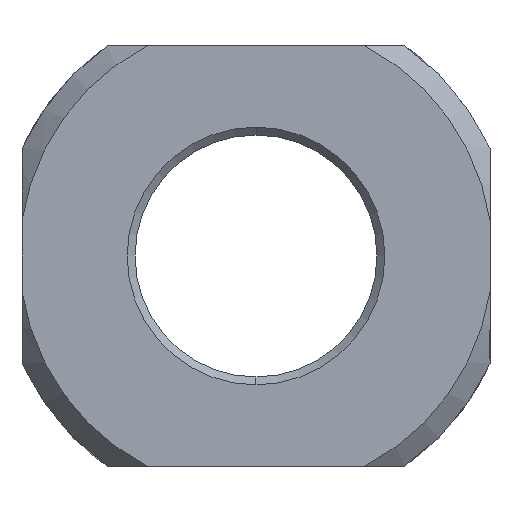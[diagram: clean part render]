
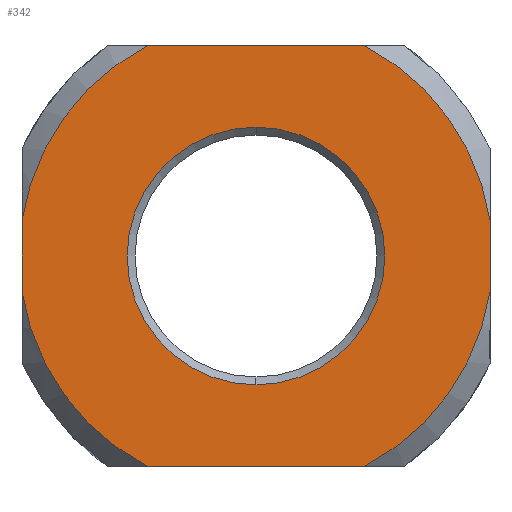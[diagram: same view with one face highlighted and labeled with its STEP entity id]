
A CAD part, left-side view. The second image highlights one B-rep face of the part: STEP entity #342.
In plain terms, the highlighted planar face has unit normal (-1, 0, 0).
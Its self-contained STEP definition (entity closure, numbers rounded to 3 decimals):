
#10 = CARTESIAN_POINT ( 'NONE',  ( -4., -44.5, 6.69 ) ) ;
#12 = CARTESIAN_POINT ( 'NONE',  ( -4., 20.616, 40. ) ) ;
#24 = AXIS2_PLACEMENT_3D ( 'NONE', #300, #1207, #61 ) ;
#29 = DIRECTION ( 'NONE',  ( 0., 0., 1. ) ) ;
#45 = VERTEX_POINT ( 'NONE', #1226 ) ;
#46 = CARTESIAN_POINT ( 'NONE',  ( -4., 44.5, -6.69 ) ) ;
#61 = DIRECTION ( 'NONE',  ( 0., 0., -1. ) ) ;
#69 = CIRCLE ( 'NONE', #390, 24.5 ) ;
#92 = ORIENTED_EDGE ( 'NONE', *, *, #806, .F. ) ;
#94 = CIRCLE ( 'NONE', #1302, 45. ) ;
#98 = LINE ( 'NONE', #442, #974 ) ;
#108 = VERTEX_POINT ( 'NONE', #688 ) ;
#153 = EDGE_CURVE ( 'NONE', #228, #1073, #69, .T. ) ;
#155 = ORIENTED_EDGE ( 'NONE', *, *, #276, .T. ) ;
#172 = CARTESIAN_POINT ( 'NONE',  ( -4., -20.616, -40. ) ) ;
#200 = CARTESIAN_POINT ( 'NONE',  ( -4., -44.5, 59.553 ) ) ;
#204 = CARTESIAN_POINT ( 'NONE',  ( -4., -45.806, -40. ) ) ;
#228 = VERTEX_POINT ( 'NONE', #627 ) ;
#231 = DIRECTION ( 'NONE',  ( 0., 0., -1. ) ) ;
#275 = VERTEX_POINT ( 'NONE', #750 ) ;
#276 = EDGE_CURVE ( 'NONE', #747, #108, #502, .T. ) ;
#300 = CARTESIAN_POINT ( 'NONE',  ( -4., 0., 0. ) ) ;
#310 = VERTEX_POINT ( 'NONE', #12 ) ;
#340 = CARTESIAN_POINT ( 'NONE',  ( -4., 24.5, 0. ) ) ;
#342 = ADVANCED_FACE ( 'NONE', ( #1441, #455 ), #873, .F. ) ;
#359 = LINE ( 'NONE', #204, #875 ) ;
#378 = CARTESIAN_POINT ( 'NONE',  ( -4., 0., 0. ) ) ;
#390 = AXIS2_PLACEMENT_3D ( 'NONE', #378, #1386, #29 ) ;
#404 = VERTEX_POINT ( 'NONE', #46 ) ;
#416 = CIRCLE ( 'NONE', #1371, 45. ) ;
#429 = DIRECTION ( 'NONE',  ( -1., 0., 0. ) ) ;
#434 = CARTESIAN_POINT ( 'NONE',  ( -4., 44.5, 0. ) ) ;
#442 = CARTESIAN_POINT ( 'NONE',  ( -4., 71.097, 40. ) ) ;
#455 = FACE_BOUND ( 'NONE', #1239, .T. ) ;
#467 = EDGE_CURVE ( 'NONE', #404, #275, #760, .T. ) ;
#482 = DIRECTION ( 'NONE',  ( 0., 0., -1. ) ) ;
#502 = CIRCLE ( 'NONE', #24, 45. ) ;
#509 = DIRECTION ( 'NONE',  ( 0., 0., -1. ) ) ;
#579 = DIRECTION ( 'NONE',  ( -1., 0., 0. ) ) ;
#587 = VECTOR ( 'NONE', #1312, 1000. ) ;
#608 = AXIS2_PLACEMENT_3D ( 'NONE', #340, #1127, #1230 ) ;
#612 = CIRCLE ( 'NONE', #1165, 24.5 ) ;
#625 = DIRECTION ( 'NONE',  ( -1., 0., 0. ) ) ;
#627 = CARTESIAN_POINT ( 'NONE',  ( -4., 0., -24.5 ) ) ;
#630 = DIRECTION ( 'NONE',  ( 0., 1., 0. ) ) ;
#646 = EDGE_CURVE ( 'NONE', #707, #45, #416, .T. ) ;
#684 = CARTESIAN_POINT ( 'NONE',  ( -4., 0., 0. ) ) ;
#688 = CARTESIAN_POINT ( 'NONE',  ( -4., -20.616, 40. ) ) ;
#690 = EDGE_CURVE ( 'NONE', #747, #45, #1196, .T. ) ;
#707 = VERTEX_POINT ( 'NONE', #172 ) ;
#732 = VECTOR ( 'NONE', #1182, 1000. ) ;
#739 = CARTESIAN_POINT ( 'NONE',  ( -4., 0., 24.5 ) ) ;
#747 = VERTEX_POINT ( 'NONE', #10 ) ;
#750 = CARTESIAN_POINT ( 'NONE',  ( -4., 20.616, -40. ) ) ;
#760 = CIRCLE ( 'NONE', #824, 45. ) ;
#806 = EDGE_CURVE ( 'NONE', #310, #108, #98, .T. ) ;
#808 = CARTESIAN_POINT ( 'NONE',  ( -4., 44.5, 6.69 ) ) ;
#824 = AXIS2_PLACEMENT_3D ( 'NONE', #1255, #1049, #482 ) ;
#845 = EDGE_CURVE ( 'NONE', #310, #1335, #94, .T. ) ;
#873 = PLANE ( 'NONE',  #608 ) ;
#875 = VECTOR ( 'NONE', #630, 1000. ) ;
#896 = LINE ( 'NONE', #434, #587 ) ;
#902 = EDGE_LOOP ( 'NONE', ( #1052, #990, #1290, #1037, #1005, #1400, #155, #92 ) ) ;
#912 = EDGE_CURVE ( 'NONE', #1073, #228, #612, .T. ) ;
#916 = DIRECTION ( 'NONE',  ( 0., 0., 1. ) ) ;
#937 = ORIENTED_EDGE ( 'NONE', *, *, #912, .F. ) ;
#974 = VECTOR ( 'NONE', #1010, 1000. ) ;
#990 = ORIENTED_EDGE ( 'NONE', *, *, #1114, .T. ) ;
#1005 = ORIENTED_EDGE ( 'NONE', *, *, #646, .T. ) ;
#1007 = ORIENTED_EDGE ( 'NONE', *, *, #153, .F. ) ;
#1010 = DIRECTION ( 'NONE',  ( 0., -1., 0. ) ) ;
#1037 = ORIENTED_EDGE ( 'NONE', *, *, #1192, .F. ) ;
#1049 = DIRECTION ( 'NONE',  ( -1., 0., 0. ) ) ;
#1052 = ORIENTED_EDGE ( 'NONE', *, *, #845, .T. ) ;
#1069 = CARTESIAN_POINT ( 'NONE',  ( -4., 0., 0. ) ) ;
#1073 = VERTEX_POINT ( 'NONE', #739 ) ;
#1114 = EDGE_CURVE ( 'NONE', #1335, #404, #896, .T. ) ;
#1127 = DIRECTION ( 'NONE',  ( 1., 0., 0. ) ) ;
#1165 = AXIS2_PLACEMENT_3D ( 'NONE', #684, #579, #916 ) ;
#1182 = DIRECTION ( 'NONE',  ( 0., 0., -1. ) ) ;
#1192 = EDGE_CURVE ( 'NONE', #707, #275, #359, .T. ) ;
#1196 = LINE ( 'NONE', #200, #732 ) ;
#1207 = DIRECTION ( 'NONE',  ( -1., 0., 0. ) ) ;
#1226 = CARTESIAN_POINT ( 'NONE',  ( -4., -44.5, -6.69 ) ) ;
#1230 = DIRECTION ( 'NONE',  ( 0., 0., -1. ) ) ;
#1239 = EDGE_LOOP ( 'NONE', ( #937, #1007 ) ) ;
#1255 = CARTESIAN_POINT ( 'NONE',  ( -4., 0., 0. ) ) ;
#1290 = ORIENTED_EDGE ( 'NONE', *, *, #467, .T. ) ;
#1302 = AXIS2_PLACEMENT_3D ( 'NONE', #1430, #429, #231 ) ;
#1312 = DIRECTION ( 'NONE',  ( 0., 0., -1. ) ) ;
#1335 = VERTEX_POINT ( 'NONE', #808 ) ;
#1371 = AXIS2_PLACEMENT_3D ( 'NONE', #1069, #625, #509 ) ;
#1386 = DIRECTION ( 'NONE',  ( -1., 0., 0. ) ) ;
#1400 = ORIENTED_EDGE ( 'NONE', *, *, #690, .F. ) ;
#1430 = CARTESIAN_POINT ( 'NONE',  ( -4., 0., 0. ) ) ;
#1441 = FACE_OUTER_BOUND ( 'NONE', #902, .T. ) ;
